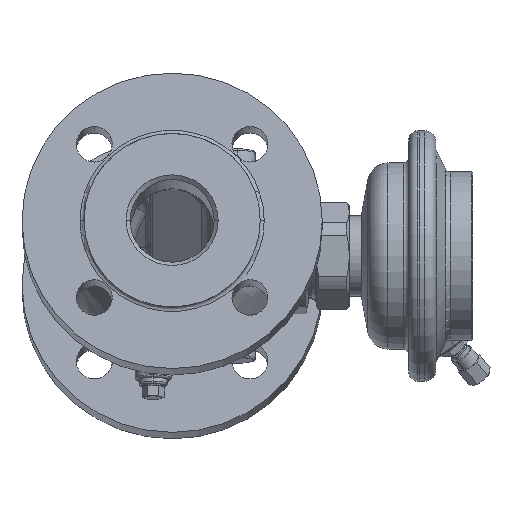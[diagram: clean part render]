
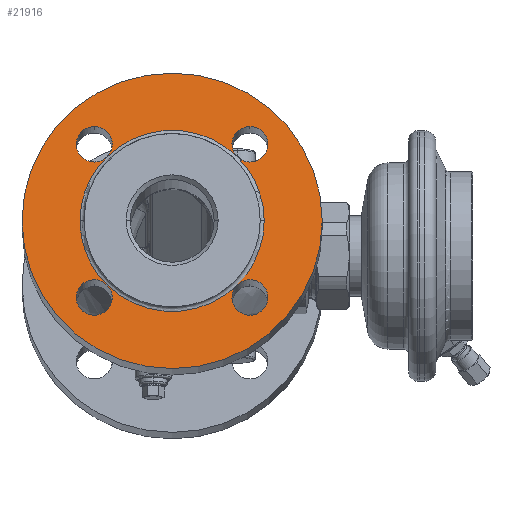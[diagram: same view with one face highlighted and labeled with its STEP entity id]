
A CAD part, top view. The second image highlights one B-rep face of the part: STEP entity #21916.
In plain terms, the highlighted planar face has unit normal (0, 0.177, 0.984).
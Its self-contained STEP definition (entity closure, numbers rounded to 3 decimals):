
#11886=CARTESIAN_POINT('',(-120.7,17.382,96.446));
#11887=DIRECTION('',(0.,0.177,0.984));
#11888=DIRECTION('',(-1.,0.,0.));
#11889=AXIS2_PLACEMENT_3D('',#11886,#11887,#11888);
#11891=CARTESIAN_POINT('',(-120.7,17.382,96.446));
#11892=DIRECTION('',(0.,-0.177,-0.984));
#11893=DIRECTION('',(-1.,0.,0.));
#11894=AXIS2_PLACEMENT_3D('',#11891,#11892,#11893);
#11896=CARTESIAN_POINT('',(-81.809,55.656,
89.548));
#11897=DIRECTION('',(0.,-0.177,-0.984));
#11898=DIRECTION('',(0.,0.984,-0.177));
#11899=AXIS2_PLACEMENT_3D('',#11896,#11897,#11898);
#11901=CARTESIAN_POINT('',(-81.809,55.656,
89.548));
#11902=DIRECTION('',(0.,-0.177,-0.984));
#11903=DIRECTION('',(-0.707,-0.696,0.125));
#11904=AXIS2_PLACEMENT_3D('',#11901,#11902,#11903);
#11906=CARTESIAN_POINT('',(-159.591,55.656,
89.548));
#11907=DIRECTION('',(0.,-0.177,-0.984));
#11908=DIRECTION('',(0.,0.984,-0.177));
#11909=AXIS2_PLACEMENT_3D('',#11906,#11907,#11908);
#11911=CARTESIAN_POINT('',(-159.591,55.656,
89.548));
#11912=DIRECTION('',(0.,-0.177,-0.984));
#11913=DIRECTION('',(0.,-0.984,0.177));
#11914=AXIS2_PLACEMENT_3D('',#11911,#11912,#11913);
#11916=CARTESIAN_POINT('',(-159.591,55.656,
89.548));
#11917=DIRECTION('',(0.,-0.177,-0.984));
#11918=DIRECTION('',(0.707,-0.696,0.125));
#11919=AXIS2_PLACEMENT_3D('',#11916,#11917,#11918);
#11921=CARTESIAN_POINT('',(-159.591,-20.892,
103.344));
#11922=DIRECTION('',(0.,-0.177,-0.984));
#11923=DIRECTION('',(0.,0.984,-0.177));
#11924=AXIS2_PLACEMENT_3D('',#11921,#11922,#11923);
#11926=CARTESIAN_POINT('',(-159.591,-20.892,
103.344));
#11927=DIRECTION('',(0.,-0.177,-0.984));
#11928=DIRECTION('',(0.,-0.984,0.177));
#11929=AXIS2_PLACEMENT_3D('',#11926,#11927,#11928);
#11931=CARTESIAN_POINT('',(-159.591,-20.892,
103.344));
#11932=DIRECTION('',(0.,-0.177,-0.984));
#11933=DIRECTION('',(0.707,0.696,-0.125));
#11934=AXIS2_PLACEMENT_3D('',#11931,#11932,#11933);
#11936=CARTESIAN_POINT('',(-81.809,-20.892,
103.344));
#11937=DIRECTION('',(0.,-0.177,-0.984));
#11938=DIRECTION('',(0.,-0.984,0.177));
#11939=AXIS2_PLACEMENT_3D('',#11936,#11937,#11938);
#11941=CARTESIAN_POINT('',(-81.809,-20.892,
103.344));
#11942=DIRECTION('',(0.,-0.177,-0.984));
#11943=DIRECTION('',(0.,0.984,-0.177));
#11944=AXIS2_PLACEMENT_3D('',#11941,#11942,#11943);
#11946=CARTESIAN_POINT('',(-81.809,-20.892,
103.344));
#11947=DIRECTION('',(0.,-0.177,-0.984));
#11948=DIRECTION('',(-0.707,0.696,-0.125));
#11949=AXIS2_PLACEMENT_3D('',#11946,#11947,#11948);
#11951=CARTESIAN_POINT('',(-81.809,55.656,
89.548));
#11952=DIRECTION('',(0.,-0.177,-0.984));
#11953=DIRECTION('',(0.,-0.984,0.177));
#11954=AXIS2_PLACEMENT_3D('',#11951,#11952,#11953);
#11964=CARTESIAN_POINT('',(-120.7,17.382,96.446));
#11965=DIRECTION('',(0.,-0.177,-0.984));
#11966=DIRECTION('',(-1.,0.,0.));
#11967=AXIS2_PLACEMENT_3D('',#11964,#11965,#11966);
#11969=CARTESIAN_POINT('',(-120.7,17.382,96.446));
#11970=DIRECTION('',(0.,-0.177,-0.984));
#11971=DIRECTION('',(-0.707,0.696,-0.125));
#11972=AXIS2_PLACEMENT_3D('',#11969,#11970,#11971);
#11974=CARTESIAN_POINT('',(-120.7,17.382,96.446));
#11975=DIRECTION('',(0.,-0.177,-0.984));
#11976=DIRECTION('',(0.707,0.696,-0.125));
#11977=AXIS2_PLACEMENT_3D('',#11974,#11975,#11976);
#11979=CARTESIAN_POINT('',(-120.7,17.382,96.446));
#11980=DIRECTION('',(0.,0.177,0.984));
#11981=DIRECTION('',(-1.,0.,0.));
#11982=AXIS2_PLACEMENT_3D('',#11979,#11980,#11981);
#11994=CARTESIAN_POINT('',(-120.7,17.382,96.446));
#11995=DIRECTION('',(0.,0.177,0.984));
#11996=DIRECTION('',(0.707,-0.696,0.125));
#11997=AXIS2_PLACEMENT_3D('',#11994,#11995,#11996);
#11999=CARTESIAN_POINT('',(-120.7,17.382,96.446));
#12000=DIRECTION('',(0.,0.177,0.984));
#12001=DIRECTION('',(-0.707,-0.696,0.125));
#12002=AXIS2_PLACEMENT_3D('',#11999,#12000,#12001);
#19738=CARTESIAN_POINT('',(-195.7,17.382,96.446));
#19740=VERTEX_POINT('',#19738);
#19741=CARTESIAN_POINT('',(-166.7,17.382,96.446));
#19743=VERTEX_POINT('',#19741);
#19780=CARTESIAN_POINT('',(-45.7,17.382,96.446));
#19782=VERTEX_POINT('',#19780);
#19783=CARTESIAN_POINT('',(-74.7,17.382,96.446));
#19785=VERTEX_POINT('',#19783);
#20351=CARTESIAN_POINT('',(-81.809,64.513,
87.952));
#20352=CARTESIAN_POINT('',(-81.809,46.799,
91.145));
#20353=VERTEX_POINT('',#20351);
#20354=VERTEX_POINT('',#20352);
#20355=CARTESIAN_POINT('',(-88.173,49.393,
90.677));
#20356=VERTEX_POINT('',#20355);
#20357=CARTESIAN_POINT('',(-81.809,-12.035,
101.748));
#20358=CARTESIAN_POINT('',(-81.809,-29.75,
104.94));
#20359=VERTEX_POINT('',#20357);
#20360=VERTEX_POINT('',#20358);
#20361=CARTESIAN_POINT('',(-88.173,-14.629,
102.215));
#20362=VERTEX_POINT('',#20361);
#20363=CARTESIAN_POINT('',(-159.591,-12.035,
101.748));
#20364=CARTESIAN_POINT('',(-153.227,-14.629,
102.215));
#20365=VERTEX_POINT('',#20363);
#20366=VERTEX_POINT('',#20364);
#20367=CARTESIAN_POINT('',(-159.591,-29.75,
104.94));
#20368=VERTEX_POINT('',#20367);
#20369=CARTESIAN_POINT('',(-159.591,64.513,
87.952));
#20370=CARTESIAN_POINT('',(-153.227,49.393,
90.677));
#20371=VERTEX_POINT('',#20369);
#20372=VERTEX_POINT('',#20370);
#20373=CARTESIAN_POINT('',(-159.591,46.799,
91.145));
#20374=VERTEX_POINT('',#20373);
#21869=CARTESIAN_POINT('',(-120.7,17.382,96.446));
#21870=DIRECTION('',(0.,-0.177,-0.984));
#21871=DIRECTION('',(1.,0.,0.));
#21872=AXIS2_PLACEMENT_3D('',#21869,#21870,#21871);
#21873=PLANE('',#21872);
#21874=ORIENTED_EDGE('',*,*,#21862,.F.);
#21875=ORIENTED_EDGE('',*,*,#21851,.T.);
#21876=EDGE_LOOP('',(#21874,#21875));
#21877=FACE_OUTER_BOUND('',#21876,.F.);
#21879=ORIENTED_EDGE('',*,*,#21878,.F.);
#21881=ORIENTED_EDGE('',*,*,#21880,.F.);
#21883=ORIENTED_EDGE('',*,*,#21882,.F.);
#21885=ORIENTED_EDGE('',*,*,#21884,.F.);
#21887=ORIENTED_EDGE('',*,*,#21886,.F.);
#21889=ORIENTED_EDGE('',*,*,#21888,.F.);
#21891=ORIENTED_EDGE('',*,*,#21890,.F.);
#21893=ORIENTED_EDGE('',*,*,#21892,.T.);
#21895=ORIENTED_EDGE('',*,*,#21894,.F.);
#21897=ORIENTED_EDGE('',*,*,#21896,.F.);
#21899=ORIENTED_EDGE('',*,*,#21898,.F.);
#21901=ORIENTED_EDGE('',*,*,#21900,.T.);
#21903=ORIENTED_EDGE('',*,*,#21902,.F.);
#21905=ORIENTED_EDGE('',*,*,#21904,.F.);
#21907=ORIENTED_EDGE('',*,*,#21906,.F.);
#21909=ORIENTED_EDGE('',*,*,#21908,.T.);
#21911=ORIENTED_EDGE('',*,*,#21910,.F.);
#21913=ORIENTED_EDGE('',*,*,#21912,.F.);
#21914=EDGE_LOOP('',(#21879,#21881,#21883,#21885,#21887,#21889,#21891,#21893,
#21895,#21897,#21899,#21901,#21903,#21905,#21907,#21909,#21911,#21913));
#21915=FACE_BOUND('',#21914,.F.);
#21916=ADVANCED_FACE('',(#21877,#21915),#21873,.F.);
#11890=CIRCLE('',#11889,75.);
#11895=CIRCLE('',#11894,75.);
#11900=CIRCLE('',#11899,9.);
#11905=CIRCLE('',#11904,9.);
#11910=CIRCLE('',#11909,9.);
#11915=CIRCLE('',#11914,9.);
#11920=CIRCLE('',#11919,9.);
#11925=CIRCLE('',#11924,9.);
#11930=CIRCLE('',#11929,9.);
#11935=CIRCLE('',#11934,9.);
#11940=CIRCLE('',#11939,9.);
#11945=CIRCLE('',#11944,9.);
#11950=CIRCLE('',#11949,9.);
#11955=CIRCLE('',#11954,9.);
#11968=CIRCLE('',#11967,46.);
#11973=CIRCLE('',#11972,46.);
#11978=CIRCLE('',#11977,46.);
#11983=CIRCLE('',#11982,46.);
#11998=CIRCLE('',#11997,46.);
#12003=CIRCLE('',#12002,46.);
#21851=EDGE_CURVE('',#19740,#19782,#11895,.T.);
#21862=EDGE_CURVE('',#19740,#19782,#11890,.T.);
#21878=EDGE_CURVE('',#20353,#20354,#11900,.T.);
#21880=EDGE_CURVE('',#20356,#20353,#11905,.T.);
#21882=EDGE_CURVE('',#20372,#20356,#11973,.T.);
#21884=EDGE_CURVE('',#20371,#20372,#11910,.T.);
#21886=EDGE_CURVE('',#20374,#20371,#11915,.T.);
#21888=EDGE_CURVE('',#20372,#20374,#11920,.T.);
#21890=EDGE_CURVE('',#19743,#20372,#11968,.T.);
#21892=EDGE_CURVE('',#19743,#20366,#11983,.T.);
#21894=EDGE_CURVE('',#20365,#20366,#11925,.T.);
#21896=EDGE_CURVE('',#20368,#20365,#11930,.T.);
#21898=EDGE_CURVE('',#20366,#20368,#11935,.T.);
#21900=EDGE_CURVE('',#20366,#20362,#12003,.T.);
#21902=EDGE_CURVE('',#20360,#20362,#11940,.T.);
#21904=EDGE_CURVE('',#20359,#20360,#11945,.T.);
#21906=EDGE_CURVE('',#20362,#20359,#11950,.T.);
#21908=EDGE_CURVE('',#20362,#19785,#11998,.T.);
#21910=EDGE_CURVE('',#20356,#19785,#11978,.T.);
#21912=EDGE_CURVE('',#20354,#20356,#11955,.T.);
